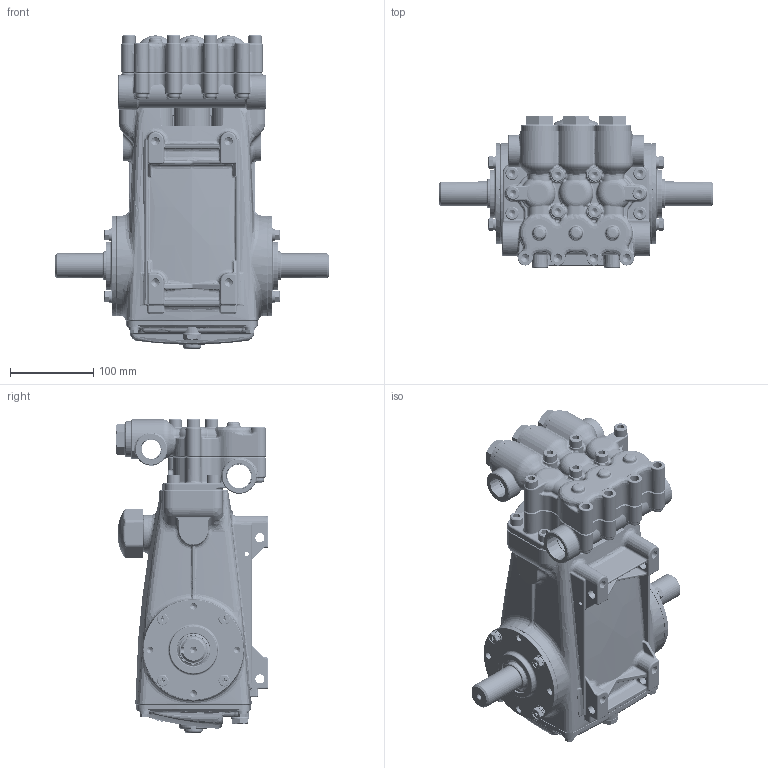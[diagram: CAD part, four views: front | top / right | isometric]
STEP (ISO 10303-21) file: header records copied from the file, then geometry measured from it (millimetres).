
FILE_DESCRIPTION (( 'STEP AP203' ), '1' );
FILE_NAME ('1540EC.STEP', '2022-11-11T16:18:12', ( '' ), ( '' ), 'SwSTEP 2.0', 'SolidWorks 2022', '' );
FILE_SCHEMA (( 'CONFIG_CONTROL_DESIGN' ));
Length unit declared in the file: inch
Products named in the file (1): 1540EC
Bounding box: 330 x 183.5 x 377.9 mm (x, y, z)
Volume: 3088162.4 mm3; surface area: 990504.3 mm2
Topology: 71 solids, 75 shells, 6680 faces, 16144 edges, 9464 vertices
Faces by surface type: plane 1684, cylinder 1678, bspline 1399, cone 1000, torus 747, sphere 172
Entity records: 312634 total; most frequent: CARTESIAN_POINT 169702, ORIENTED_EDGE 31400, DIRECTION 27897, EDGE_CURVE 15700, AXIS2_PLACEMENT_3D 11521, VERTEX_POINT 9430, EDGE_LOOP 7174, FACE_OUTER_BOUND 6679
